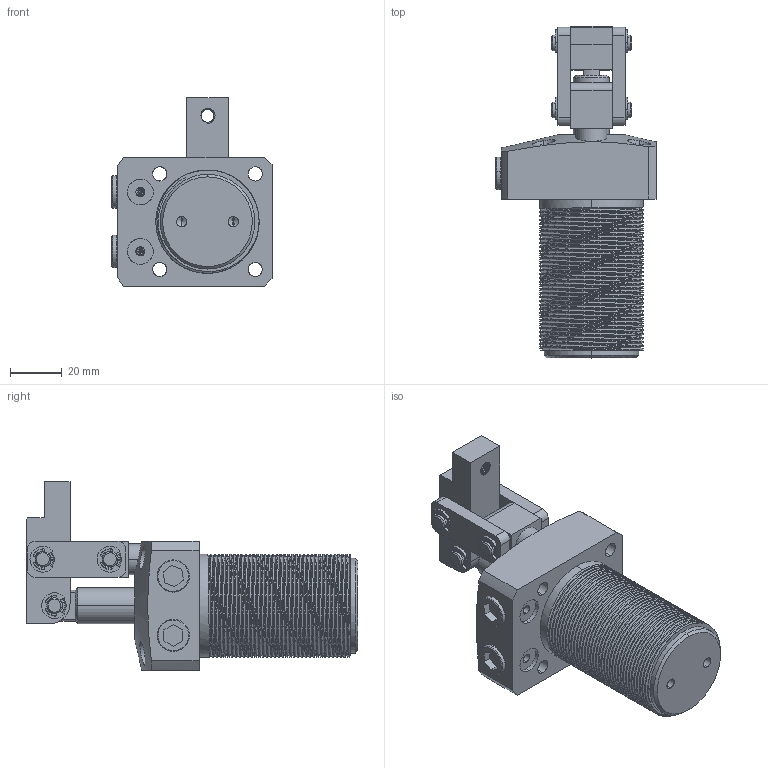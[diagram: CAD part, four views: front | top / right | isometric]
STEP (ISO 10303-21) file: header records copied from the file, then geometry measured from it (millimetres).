
FILE_DESCRIPTION (( 'STEP AP214' ), '1' );
FILE_NAME ('LHC01D-25R.STEP', '2019-04-19T11:30:26', ( '' ), ( '' ), 'SwSTEP 2.0', 'SolidWorks 2016', '' );
FILE_SCHEMA (( 'AUTOMOTIVE_DESIGN' ));
Length unit declared in the file: millimetre
Products named in the file (12): LHC01D25活塞杆; CPLCU-25-05_2; CPLCU-25-04_2; CPLCU-25-03_2; CPLCU-25-02_2; CPLCU-25-01_2; LHC01D-25-01_2; LHC01D-25R; 黑芛_2; M4ningjin_2; LHC01D-32-01_2; CPLCU-25-09_2
Assembly tree (23 placements, depth 2):
  LHC01D-25R
    LHC01D-25-01_2
    CPLCU-25-01_2
    CPLCU-25-02_2  x2
    CPLCU-25-03_2
    CPLCU-25-04_2  x2
    CPLCU-25-05_2
    LHC01D25活塞杆
    CPLCU-25-09_2  x6
    LHC01D-32-01_2  x5
    M4ningjin_2
    黑芛_2  x2
Bounding box: 62 x 128.5 x 73 mm (x, y, z)
Volume: 151340.6 mm3; surface area: 53427.1 mm2
Topology: 23 solids, 24 shells, 807 faces, 2397 edges, 1663 vertices
Faces by surface type: cylinder 376, cone 186, plane 171, bspline 70, torus 4
Entity records: 65677 total; most frequent: CARTESIAN_POINT 50730, ORIENTED_EDGE 3674, DIRECTION 2062, EDGE_CURVE 1837, VERTEX_POINT 1315, B_SPLINE_CURVE_WITH_KNOTS 1042, AXIS2_PLACEMENT_3D 771, EDGE_LOOP 636
